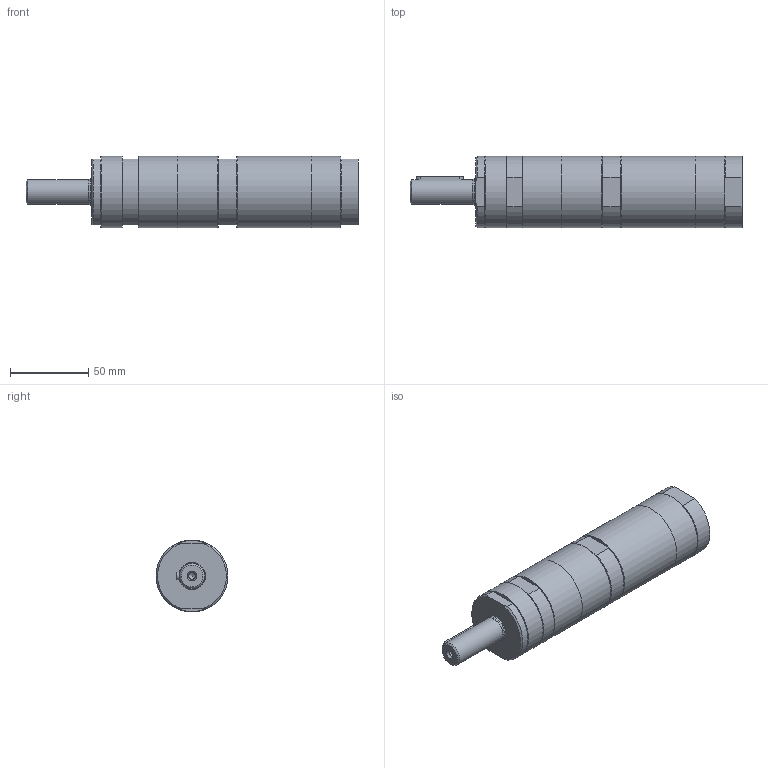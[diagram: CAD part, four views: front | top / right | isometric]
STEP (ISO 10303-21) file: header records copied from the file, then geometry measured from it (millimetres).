
FILE_DESCRIPTION(/* description */ ('MRD 84-660'),/* implementation_level */ '2;1');
FILE_NAME(/* name */ 'MRD 84-660_60024717.stp',/* time_stamp */ '2024-05-14T10:18:22+02:00',/* author */ ('DSteinicke'),/* organization */ (''),/* preprocessor_version */ 'ST-DEVELOPER v20',/* originating_system */ 'Autodesk Inventor 2024',/* authorisation */ '');
FILE_SCHEMA (('AUTOMOTIVE_DESIGN { 1 0 10303 214 3 1 1 }'));
Length unit declared in the file: millimetre
Products named in the file (1): 60024717
Bounding box: 212.5 x 46 x 46 mm (x, y, z)
Volume: 287306.8 mm3; surface area: 32714.2 mm2
Topology: 1 solids, 3 shells, 166 faces, 404 edges, 259 vertices
Faces by surface type: plane 106, cone 27, cylinder 26, bspline 7
Full cylindrical faces by diameter (mm): 4 x1, 4.134 x1, 11.445 x1, 16 x1, 16.95 x1, 17.5 x1, 18.631 x1, 41.99 x3, 42 x1, 46 x5
Entity records: 5082 total; most frequent: CARTESIAN_POINT 1026, ORIENTED_EDGE 806, DIRECTION 767, EDGE_CURVE 403, VERTEX_POINT 259, AXIS2_PLACEMENT_3D 256, LINE 255, VECTOR 255
